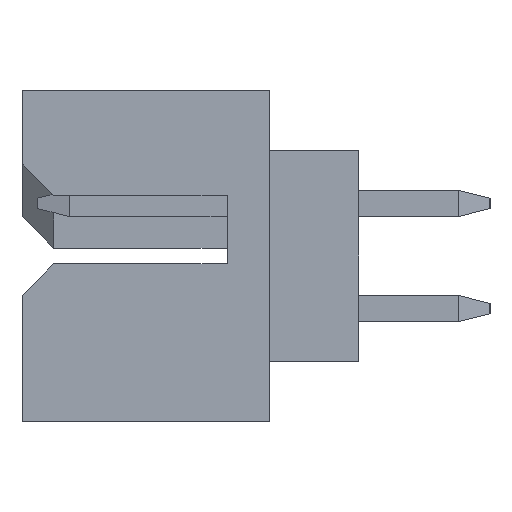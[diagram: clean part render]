
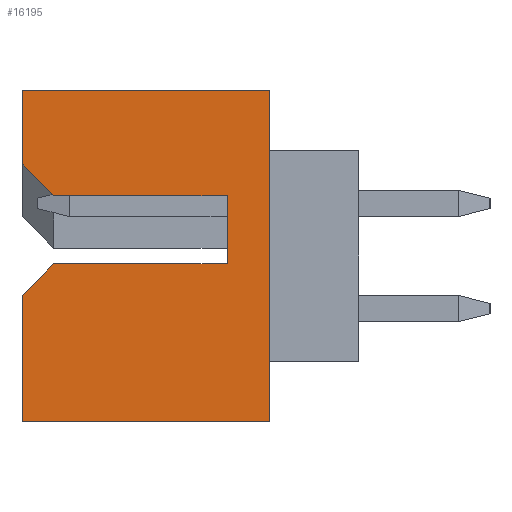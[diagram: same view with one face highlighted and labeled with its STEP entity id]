
A CAD part, left-side view. The second image highlights one B-rep face of the part: STEP entity #16195.
In plain terms, the highlighted planar face has unit normal (-1, 0, 0).
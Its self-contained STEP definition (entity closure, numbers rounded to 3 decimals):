
#1=DIRECTION('',(0.,-1.,0.));
#2=VECTOR('',#1,4.7);
#3=CARTESIAN_POINT('',(-26.325,3.2,-3.15));
#4=LINE('',#3,#2);
#17=DIRECTION('',(0.,0.707,-0.707));
#18=VECTOR('',#17,0.849);
#19=CARTESIAN_POINT('',(-26.325,2.6,-0.15));
#20=LINE('',#19,#18);
#21=DIRECTION('',(0.,-1.,0.));
#22=VECTOR('',#21,3.3);
#23=CARTESIAN_POINT('',(-26.325,2.6,-0.15));
#24=LINE('',#23,#22);
#25=DIRECTION('',(0.,0.,-1.));
#26=VECTOR('',#25,1.3);
#27=CARTESIAN_POINT('',(-26.325,-0.7,1.15));
#28=LINE('',#27,#26);
#29=DIRECTION('',(0.,-1.,0.));
#30=VECTOR('',#29,3.3);
#31=CARTESIAN_POINT('',(-26.325,2.6,1.15));
#32=LINE('',#31,#30);
#33=DIRECTION('',(0.,-0.707,-0.707));
#34=VECTOR('',#33,0.849);
#35=CARTESIAN_POINT('',(-26.325,3.2,1.75));
#36=LINE('',#35,#34);
#37=DIRECTION('',(0.,0.,1.));
#38=VECTOR('',#37,1.4);
#39=CARTESIAN_POINT('',(-26.325,3.2,1.75));
#40=LINE('',#39,#38);
#41=DIRECTION('',(0.,0.,1.));
#42=VECTOR('',#41,6.3);
#43=CARTESIAN_POINT('',(-26.325,-1.5,-3.15));
#44=LINE('',#43,#42);
#45=DIRECTION('',(0.,0.,1.));
#46=VECTOR('',#45,2.4);
#47=CARTESIAN_POINT('',(-26.325,3.2,-3.15));
#48=LINE('',#47,#46);
#11571=DIRECTION('',(0.,-1.,0.));
#11572=VECTOR('',#11571,4.7);
#11573=CARTESIAN_POINT('',(-26.325,3.2,3.15));
#11574=LINE('',#11573,#11572);
#12322=CARTESIAN_POINT('',(-26.325,3.2,-3.15));
#12324=VERTEX_POINT('',#12322);
#12341=CARTESIAN_POINT('',(-26.325,-1.5,-3.15));
#12342=VERTEX_POINT('',#12341);
#12345=CARTESIAN_POINT('',(-26.325,3.2,3.15));
#12346=CARTESIAN_POINT('',(-26.325,-1.5,3.15));
#12347=VERTEX_POINT('',#12345);
#12348=VERTEX_POINT('',#12346);
#12397=CARTESIAN_POINT('',(-26.325,-0.7,1.15));
#12398=CARTESIAN_POINT('',(-26.325,-0.7,-0.15));
#12399=VERTEX_POINT('',#12397);
#12400=VERTEX_POINT('',#12398);
#12729=CARTESIAN_POINT('',(-26.325,2.6,-0.15));
#12730=CARTESIAN_POINT('',(-26.325,3.2,-0.75));
#12731=VERTEX_POINT('',#12729);
#12732=VERTEX_POINT('',#12730);
#12773=CARTESIAN_POINT('',(-26.325,3.2,1.75));
#12774=CARTESIAN_POINT('',(-26.325,2.6,1.15));
#12775=VERTEX_POINT('',#12773);
#12776=VERTEX_POINT('',#12774);
#16169=CARTESIAN_POINT('',(-26.325,3.2,-3.15));
#16170=DIRECTION('',(-1.,0.,0.));
#16171=DIRECTION('',(0.,-1.,0.));
#16172=AXIS2_PLACEMENT_3D('',#16169,#16170,#16171);
#16173=PLANE('',#16172);
#16175=ORIENTED_EDGE('',*,*,#16174,.F.);
#16177=ORIENTED_EDGE('',*,*,#16176,.T.);
#16179=ORIENTED_EDGE('',*,*,#16178,.F.);
#16181=ORIENTED_EDGE('',*,*,#16180,.F.);
#16183=ORIENTED_EDGE('',*,*,#16182,.F.);
#16185=ORIENTED_EDGE('',*,*,#16184,.T.);
#16187=ORIENTED_EDGE('',*,*,#16186,.T.);
#16189=ORIENTED_EDGE('',*,*,#16188,.F.);
#16190=ORIENTED_EDGE('',*,*,#16158,.F.);
#16192=ORIENTED_EDGE('',*,*,#16191,.T.);
#16193=EDGE_LOOP('',(#16175,#16177,#16179,#16181,#16183,#16185,#16187,#16189,
#16190,#16192));
#16194=FACE_OUTER_BOUND('',#16193,.F.);
#16195=ADVANCED_FACE('',(#16194),#16173,.T.);
#16158=EDGE_CURVE('',#12324,#12342,#4,.T.);
#16174=EDGE_CURVE('',#12731,#12732,#20,.T.);
#16176=EDGE_CURVE('',#12731,#12400,#24,.T.);
#16178=EDGE_CURVE('',#12399,#12400,#28,.T.);
#16180=EDGE_CURVE('',#12776,#12399,#32,.T.);
#16182=EDGE_CURVE('',#12775,#12776,#36,.T.);
#16184=EDGE_CURVE('',#12775,#12347,#40,.T.);
#16186=EDGE_CURVE('',#12347,#12348,#11574,.T.);
#16188=EDGE_CURVE('',#12342,#12348,#44,.T.);
#16191=EDGE_CURVE('',#12324,#12732,#48,.T.);
